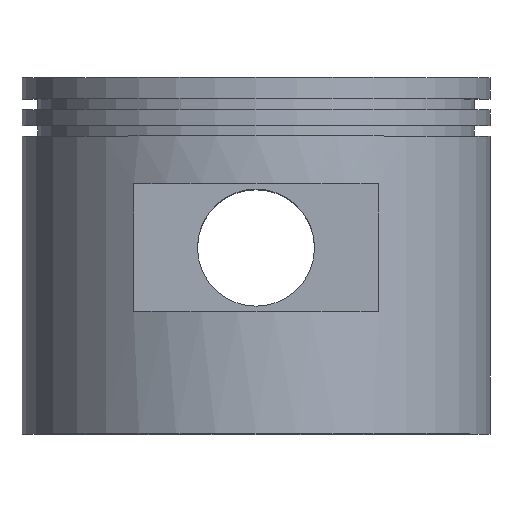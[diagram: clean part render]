
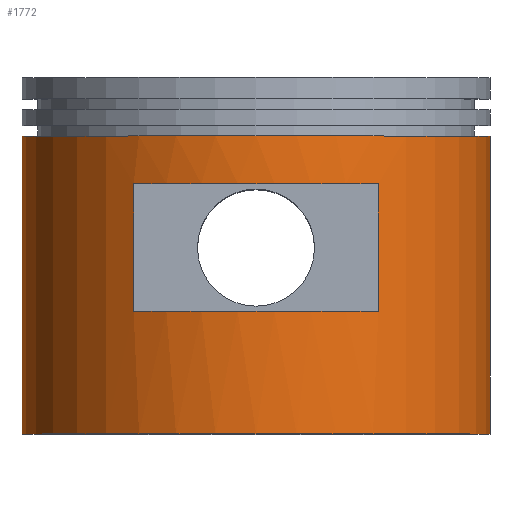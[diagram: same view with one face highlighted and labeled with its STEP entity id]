
A CAD part, top view. The second image highlights one B-rep face of the part: STEP entity #1772.
In plain terms, the highlighted cylindrical face has radius 44 mm (diameter 88 mm), a partial arc.
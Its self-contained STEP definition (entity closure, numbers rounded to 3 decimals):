
#5 = LINE ( 'NONE', #216, #1809 ) ;
#6 = AXIS2_PLACEMENT_3D ( 'NONE', #1881, #1133, #796 ) ;
#33 = ORIENTED_EDGE ( 'NONE', *, *, #206, .T. ) ;
#77 = CYLINDRICAL_SURFACE ( 'NONE', #1961, 44. ) ;
#96 = DIRECTION ( 'NONE',  ( 0., 1., 0. ) ) ;
#100 = VERTEX_POINT ( 'NONE', #1527 ) ;
#105 = CARTESIAN_POINT ( 'NONE',  ( 0., 115.318, 0. ) ) ;
#183 = ORIENTED_EDGE ( 'NONE', *, *, #1844, .F. ) ;
#206 = EDGE_CURVE ( 'NONE', #875, #100, #1374, .T. ) ;
#216 = CARTESIAN_POINT ( 'NONE',  ( 44., 68.318, 0. ) ) ;
#233 = CARTESIAN_POINT ( 'NONE',  ( -44., 68.318, 0. ) ) ;
#253 = LINE ( 'NONE', #601, #1539 ) ;
#262 = ORIENTED_EDGE ( 'NONE', *, *, #1614, .T. ) ;
#342 = CIRCLE ( 'NONE', #6, 44. ) ;
#357 = ORIENTED_EDGE ( 'NONE', *, *, #931, .T. ) ;
#369 = VECTOR ( 'NONE', #453, 1000. ) ;
#402 = VERTEX_POINT ( 'NONE', #1285 ) ;
#426 = CIRCLE ( 'NONE', #1557, 44. ) ;
#453 = DIRECTION ( 'NONE',  ( 0., 1., 0. ) ) ;
#454 = DIRECTION ( 'NONE',  ( 1., 0., 0. ) ) ;
#507 = CIRCLE ( 'NONE', #2316, 44. ) ;
#563 = DIRECTION ( 'NONE',  ( 1., 0., 0. ) ) ;
#601 = CARTESIAN_POINT ( 'NONE',  ( -44., 68.318, 0. ) ) ;
#734 = CARTESIAN_POINT ( 'NONE',  ( 23.016, 115.318, 37.5 ) ) ;
#789 = FACE_OUTER_BOUND ( 'NONE', #801, .T. ) ;
#790 = VERTEX_POINT ( 'NONE', #233 ) ;
#796 = DIRECTION ( 'NONE',  ( 1., 0., 0. ) ) ;
#801 = EDGE_LOOP ( 'NONE', ( #357, #183, #1785, #262 ) ) ;
#855 = DIRECTION ( 'NONE',  ( 0., 1., 0. ) ) ;
#875 = VERTEX_POINT ( 'NONE', #2250 ) ;
#929 = ORIENTED_EDGE ( 'NONE', *, *, #965, .T. ) ;
#931 = EDGE_CURVE ( 'NONE', #1955, #2078, #342, .T. ) ;
#954 = CARTESIAN_POINT ( 'NONE',  ( 44., 68.318, 0. ) ) ;
#965 = EDGE_CURVE ( 'NONE', #100, #1626, #1093, .T. ) ;
#1046 = ORIENTED_EDGE ( 'NONE', *, *, #1331, .F. ) ;
#1072 = DIRECTION ( 'NONE',  ( 0., 1., 0. ) ) ;
#1093 = CIRCLE ( 'NONE', #1284, 44. ) ;
#1133 = DIRECTION ( 'NONE',  ( 0., -1., 0. ) ) ;
#1284 = AXIS2_PLACEMENT_3D ( 'NONE', #105, #96, #1546 ) ;
#1285 = CARTESIAN_POINT ( 'NONE',  ( 23.016, 91.318, 37.5 ) ) ;
#1319 = CARTESIAN_POINT ( 'NONE',  ( 44., 124.318, 0. ) ) ;
#1331 = EDGE_CURVE ( 'NONE', #402, #1626, #2074, .T. ) ;
#1348 = CARTESIAN_POINT ( 'NONE',  ( -23.016, 91.318, 37.5 ) ) ;
#1374 = LINE ( 'NONE', #1348, #369 ) ;
#1457 = DIRECTION ( 'NONE',  ( 0., -1., 0. ) ) ;
#1472 = EDGE_CURVE ( 'NONE', #875, #402, #426, .T. ) ;
#1515 = VECTOR ( 'NONE', #1880, 1000. ) ;
#1527 = CARTESIAN_POINT ( 'NONE',  ( -23.016, 115.318, 37.5 ) ) ;
#1539 = VECTOR ( 'NONE', #1693, 1000. ) ;
#1546 = DIRECTION ( 'NONE',  ( -0.523, 0., 0.852 ) ) ;
#1557 = AXIS2_PLACEMENT_3D ( 'NONE', #1773, #855, #2297 ) ;
#1614 = EDGE_CURVE ( 'NONE', #2004, #1955, #5, .T. ) ;
#1616 = FACE_BOUND ( 'NONE', #1959, .T. ) ;
#1626 = VERTEX_POINT ( 'NONE', #734 ) ;
#1693 = DIRECTION ( 'NONE',  ( 0., 1., 0. ) ) ;
#1772 = ADVANCED_FACE ( 'NONE', ( #1616, #789 ), #77, .T. ) ;
#1773 = CARTESIAN_POINT ( 'NONE',  ( 0., 91.318, 0. ) ) ;
#1785 = ORIENTED_EDGE ( 'NONE', *, *, #2315, .F. ) ;
#1809 = VECTOR ( 'NONE', #1072, 1000. ) ;
#1817 = ORIENTED_EDGE ( 'NONE', *, *, #1472, .F. ) ;
#1844 = EDGE_CURVE ( 'NONE', #790, #2078, #253, .T. ) ;
#1880 = DIRECTION ( 'NONE',  ( 0., 1., 0. ) ) ;
#1881 = CARTESIAN_POINT ( 'NONE',  ( 0., 124.318, 0. ) ) ;
#1911 = CARTESIAN_POINT ( 'NONE',  ( -44., 124.318, 0. ) ) ;
#1955 = VERTEX_POINT ( 'NONE', #1319 ) ;
#1959 = EDGE_LOOP ( 'NONE', ( #1046, #1817, #33, #929 ) ) ;
#1961 = AXIS2_PLACEMENT_3D ( 'NONE', #2029, #2245, #454 ) ;
#2004 = VERTEX_POINT ( 'NONE', #954 ) ;
#2029 = CARTESIAN_POINT ( 'NONE',  ( 0., 64.968, 0. ) ) ;
#2046 = CARTESIAN_POINT ( 'NONE',  ( 23.016, 91.318, 37.5 ) ) ;
#2074 = LINE ( 'NONE', #2046, #1515 ) ;
#2078 = VERTEX_POINT ( 'NONE', #1911 ) ;
#2156 = CARTESIAN_POINT ( 'NONE',  ( 0., 68.318, 0. ) ) ;
#2245 = DIRECTION ( 'NONE',  ( 0., -1., 0. ) ) ;
#2250 = CARTESIAN_POINT ( 'NONE',  ( -23.016, 91.318, 37.5 ) ) ;
#2297 = DIRECTION ( 'NONE',  ( -0.523, 0., 0.852 ) ) ;
#2315 = EDGE_CURVE ( 'NONE', #2004, #790, #507, .T. ) ;
#2316 = AXIS2_PLACEMENT_3D ( 'NONE', #2156, #1457, #563 ) ;
